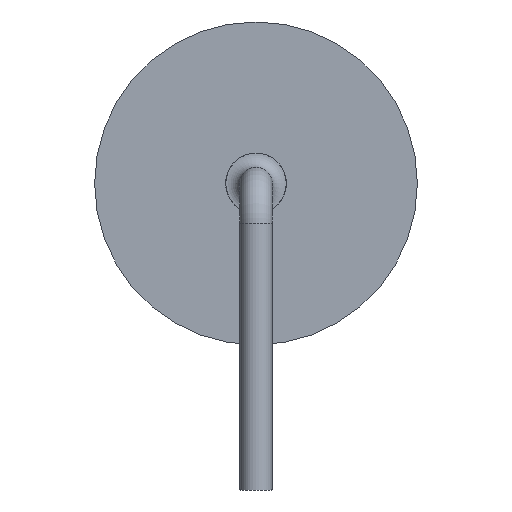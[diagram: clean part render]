
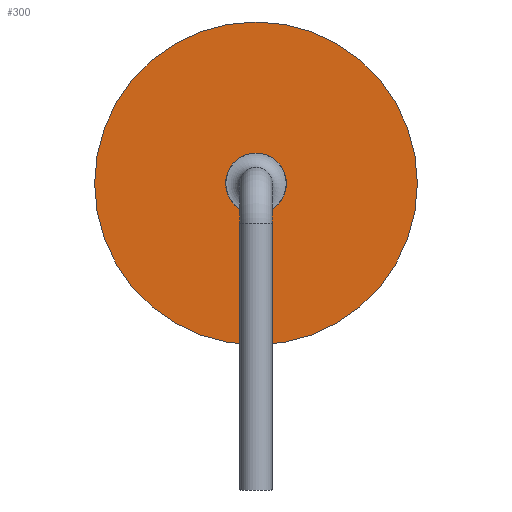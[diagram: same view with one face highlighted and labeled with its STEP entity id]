
A CAD part, left-side view. The second image highlights one B-rep face of the part: STEP entity #300.
In plain terms, the highlighted planar face has unit normal (-1, 0, 0).
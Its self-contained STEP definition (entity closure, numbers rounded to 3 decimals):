
#43=PLANE($,#351);
#83=FACE_OUTER_BOUND($,#122,.T.);
#122=EDGE_LOOP($,(#258));
#146=CIRCLE($,#350,4.);
#172=VERTEX_POINT($,#1116);
#202=EDGE_CURVE($,#172,#172,#146,.T.);
#258=ORIENTED_EDGE($,*,*,#202,.T.);
#300=ADVANCED_FACE($,(#83),#43,.T.);
#350=AXIS2_PLACEMENT_3D($,#1117,#433,#434);
#351=AXIS2_PLACEMENT_3D($,#1118,#435,#436);
#433=DIRECTION('center_axis',(-1.,0.,0.));
#434=DIRECTION('ref_axis',(0.,0.,-1.));
#435=DIRECTION('center_axis',(-1.,0.,0.));
#436=DIRECTION('ref_axis',(0.,0.,-1.));
#1116=CARTESIAN_POINT('',(-4.1,0.,0.));
#1117=CARTESIAN_POINT('Origin',(-4.1,0.,4.));
#1118=CARTESIAN_POINT('Origin',(-4.1,0.,4.));
